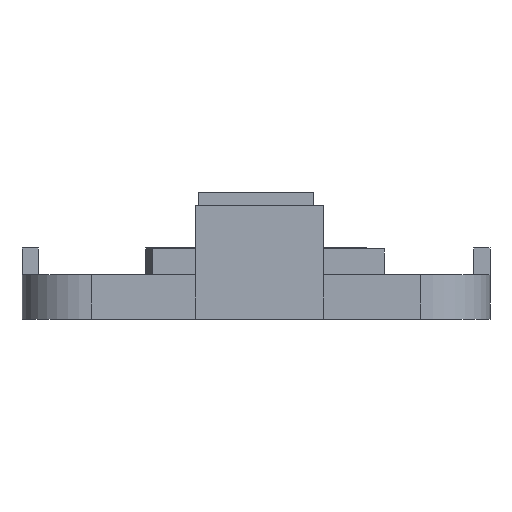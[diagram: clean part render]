
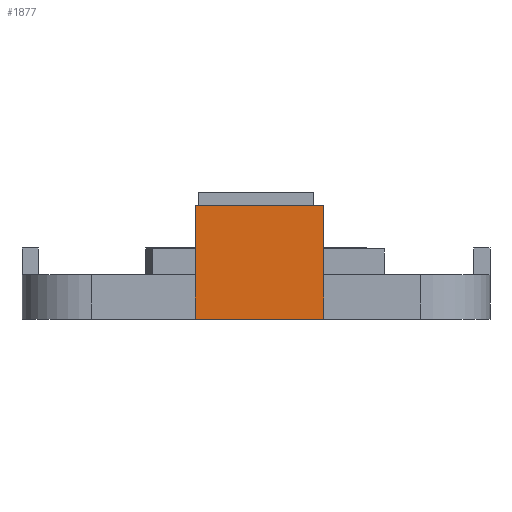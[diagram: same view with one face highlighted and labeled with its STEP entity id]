
A CAD part, front view. The second image highlights one B-rep face of the part: STEP entity #1877.
In plain terms, the highlighted planar face has unit normal (0, -1, 0).
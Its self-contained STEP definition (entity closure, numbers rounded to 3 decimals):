
#142=FACE_OUTER_BOUND('',#240,.T.);
#240=EDGE_LOOP('',(#1629,#1630,#1631,#1632));
#296=LINE('',#2533,#544);
#501=LINE('',#2957,#749);
#502=LINE('',#2960,#750);
#503=LINE('',#2961,#751);
#544=VECTOR('',#2072,10.);
#749=VECTOR('',#2429,10.);
#750=VECTOR('',#2432,10.);
#751=VECTOR('',#2433,10.);
#782=VERTEX_POINT('',#2531);
#783=VERTEX_POINT('',#2532);
#926=VERTEX_POINT('',#2955);
#927=VERTEX_POINT('',#2959);
#968=EDGE_CURVE('',#782,#783,#296,.T.);
#1184=EDGE_CURVE('',#926,#783,#501,.T.);
#1185=EDGE_CURVE('',#927,#926,#502,.T.);
#1186=EDGE_CURVE('',#927,#782,#503,.T.);
#1629=ORIENTED_EDGE('',*,*,#1185,.T.);
#1630=ORIENTED_EDGE('',*,*,#1184,.T.);
#1631=ORIENTED_EDGE('',*,*,#968,.F.);
#1632=ORIENTED_EDGE('',*,*,#1186,.F.);
#1791=PLANE('',#1991);
#1877=ADVANCED_FACE('',(#142),#1791,.T.);
#1991=AXIS2_PLACEMENT_3D('',#2958,#2430,#2431);
#2072=DIRECTION('',(1.,0.,0.));
#2429=DIRECTION('',(0.,0.,1.));
#2430=DIRECTION('center_axis',(0.,-1.,0.));
#2431=DIRECTION('ref_axis',(1.,0.,0.));
#2432=DIRECTION('',(1.,0.,0.));
#2433=DIRECTION('',(0.,0.,1.));
#2531=CARTESIAN_POINT('',(4.9,-1.9,-0.1));
#2532=CARTESIAN_POINT('',(12.1,-1.9,-0.1));
#2533=CARTESIAN_POINT('',(4.9,-1.9,-0.1));
#2955=CARTESIAN_POINT('',(12.1,-1.9,-6.5));
#2957=CARTESIAN_POINT('',(12.1,-1.9,-6.5));
#2958=CARTESIAN_POINT('Origin',(4.9,-1.9,-6.5));
#2959=CARTESIAN_POINT('',(4.9,-1.9,-6.5));
#2960=CARTESIAN_POINT('',(4.9,-1.9,-6.5));
#2961=CARTESIAN_POINT('',(4.9,-1.9,-6.5));
